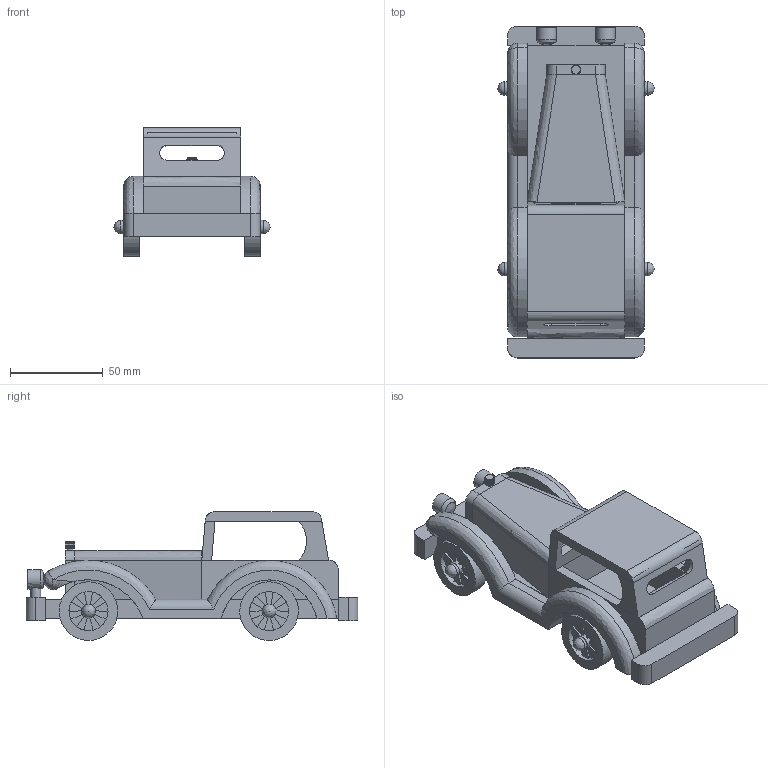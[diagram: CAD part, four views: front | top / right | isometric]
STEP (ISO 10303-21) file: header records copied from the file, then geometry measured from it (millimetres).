
FILE_DESCRIPTION(('FreeCAD Model'),'2;1');
FILE_NAME('Open CASCADE Shape Model','2025-05-04T20:08:40',('FreeCAD'),( 'FreeCAD'),'Open CASCADE STEP processor 7.6','FreeCAD','Unknown');
FILE_SCHEMA(('AUTOMOTIVE_DESIGN { 1 0 10303 214 1 1 1 1 }'));
Length unit declared in the file: millimetre
Products named in the file (1): Open CASCADE STEP translator 7.6 1
Bounding box: 84.03 x 178.57 x 69.32 mm (x, y, z)
Volume: 292042.7 mm3; surface area: 111431.5 mm2
Topology: 36 solids, 36 shells, 585 faces, 1449 edges, 954 vertices
Faces by surface type: bspline 585
Entity records: 17572 total; most frequent: CARTESIAN_POINT 8899, ORIENTED_EDGE 2890, EDGE_CURVE 1445, B_SPLINE_CURVE_WITH_KNOTS 990, VERTEX_POINT 954, FACE_BOUND 645, EDGE_LOOP 645, ADVANCED_FACE 585
